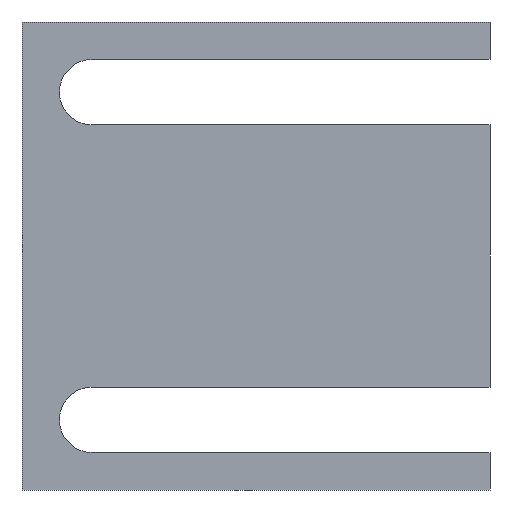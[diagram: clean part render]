
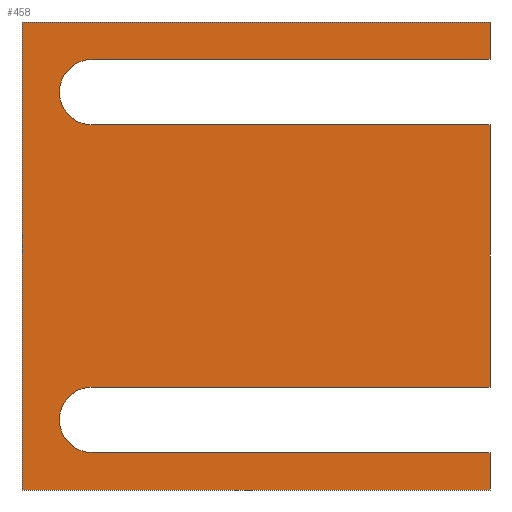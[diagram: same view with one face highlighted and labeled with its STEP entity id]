
A CAD part, left-side view. The second image highlights one B-rep face of the part: STEP entity #458.
In plain terms, the highlighted planar face has unit normal (-1, 0, 0).
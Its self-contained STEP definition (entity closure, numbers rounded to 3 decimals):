
#21 = CARTESIAN_POINT ( 'NONE',  ( 0., 0., 42. ) ) ;
#22 = CARTESIAN_POINT ( 'NONE',  ( 0., 85., 42. ) ) ;
#26 = CARTESIAN_POINT ( 'NONE',  ( 0., 85., 28. ) ) ;
#27 = CARTESIAN_POINT ( 'NONE',  ( 0., 0., 28. ) ) ;
#28 = CARTESIAN_POINT ( 'NONE',  ( 0., 0., -28. ) ) ;
#29 = CARTESIAN_POINT ( 'NONE',  ( 0., 85., -42. ) ) ;
#30 = CARTESIAN_POINT ( 'NONE',  ( 0., 0., -50. ) ) ;
#31 = CARTESIAN_POINT ( 'NONE',  ( 0., 100., 50. ) ) ;
#32 = VERTEX_POINT ( 'NONE', #57 ) ;
#33 = VERTEX_POINT ( 'NONE', #31 ) ;
#34 = VERTEX_POINT ( 'NONE', #55 ) ;
#35 = VERTEX_POINT ( 'NONE', #30 ) ;
#36 = VERTEX_POINT ( 'NONE', #59 ) ;
#37 = VERTEX_POINT ( 'NONE', #29 ) ;
#38 = VERTEX_POINT ( 'NONE', #56 ) ;
#39 = VERTEX_POINT ( 'NONE', #28 ) ;
#40 = VERTEX_POINT ( 'NONE', #27 ) ;
#41 = VERTEX_POINT ( 'NONE', #26 ) ;
#45 = VERTEX_POINT ( 'NONE', #22 ) ;
#46 = VERTEX_POINT ( 'NONE', #21 ) ;
#55 = CARTESIAN_POINT ( 'NONE',  ( 0., 100., -50. ) ) ;
#56 = CARTESIAN_POINT ( 'NONE',  ( 0., 85., -28. ) ) ;
#57 = CARTESIAN_POINT ( 'NONE',  ( 0., 0., 50. ) ) ;
#59 = CARTESIAN_POINT ( 'NONE',  ( 0., 0., -42. ) ) ;
#77 = CARTESIAN_POINT ( 'NONE',  ( 0., 85., 35. ) ) ;
#78 = DIRECTION ( 'NONE',  ( -1., 0., 0. ) ) ;
#79 = DIRECTION ( 'NONE',  ( 0., 0., 1. ) ) ;
#80 = CARTESIAN_POINT ( 'NONE',  ( 0., 85., -35. ) ) ;
#86 = CARTESIAN_POINT ( 'NONE',  ( 0., 0., 42. ) ) ;
#87 = DIRECTION ( 'NONE',  ( 0., 1., 0. ) ) ;
#93 = DIRECTION ( 'NONE',  ( -1., 0., 0. ) ) ;
#94 = DIRECTION ( 'NONE',  ( 0., 0., 1. ) ) ;
#95 = PLANE ( 'NONE',  #249 ) ;
#97 = CARTESIAN_POINT ( 'NONE',  ( 0., 0., 28. ) ) ;
#98 = DIRECTION ( 'NONE',  ( 0., -1., 0. ) ) ;
#101 = CARTESIAN_POINT ( 'NONE',  ( 0., 0., 0. ) ) ;
#102 = DIRECTION ( 'NONE',  ( 0., 0., -1. ) ) ;
#103 = CARTESIAN_POINT ( 'NONE',  ( 0., 0., -28. ) ) ;
#104 = DIRECTION ( 'NONE',  ( 0., 1., 0. ) ) ;
#109 = CARTESIAN_POINT ( 'NONE',  ( 0., 0., -42. ) ) ;
#110 = DIRECTION ( 'NONE',  ( 0., -1., 0. ) ) ;
#113 = CARTESIAN_POINT ( 'NONE',  ( 0., 0., 0. ) ) ;
#114 = DIRECTION ( 'NONE',  ( 0., 0., -1. ) ) ;
#117 = CARTESIAN_POINT ( 'NONE',  ( 0., 0., -50. ) ) ;
#118 = DIRECTION ( 'NONE',  ( 0., 1., 0. ) ) ;
#121 = CARTESIAN_POINT ( 'NONE',  ( 0., 100., 0. ) ) ;
#122 = DIRECTION ( 'NONE',  ( 0., 0., 1. ) ) ;
#123 = CARTESIAN_POINT ( 'NONE',  ( 0., 0., 50. ) ) ;
#124 = DIRECTION ( 'NONE',  ( 0., -1., 0. ) ) ;
#126 = CARTESIAN_POINT ( 'NONE',  ( 0., 0., 0. ) ) ;
#127 = DIRECTION ( 'NONE',  ( 0., 0., -1. ) ) ;
#136 = CARTESIAN_POINT ( 'NONE',  ( 0., 0., 0. ) ) ;
#141 = DIRECTION ( 'NONE',  ( 1., 0., 0. ) ) ;
#142 = DIRECTION ( 'NONE',  ( 0., 0., -1. ) ) ;
#204 = AXIS2_PLACEMENT_3D ( 'NONE', #77, #78, #79 ) ;
#219 = EDGE_CURVE ( 'NONE', #45, #41, #382, .T. ) ;
#223 = EDGE_CURVE ( 'NONE', #46, #45, #387, .T. ) ;
#226 = EDGE_CURVE ( 'NONE', #38, #37, #395, .T. ) ;
#228 = EDGE_CURVE ( 'NONE', #41, #40, #396, .T. ) ;
#230 = EDGE_CURVE ( 'NONE', #40, #39, #400, .T. ) ;
#231 = EDGE_CURVE ( 'NONE', #39, #38, #402, .T. ) ;
#234 = EDGE_CURVE ( 'NONE', #37, #36, #408, .T. ) ;
#236 = EDGE_CURVE ( 'NONE', #36, #35, #412, .T. ) ;
#238 = EDGE_CURVE ( 'NONE', #35, #34, #416, .T. ) ;
#240 = EDGE_CURVE ( 'NONE', #34, #33, #420, .T. ) ;
#241 = EDGE_CURVE ( 'NONE', #33, #32, #422, .T. ) ;
#242 = EDGE_CURVE ( 'NONE', #32, #46, #424, .T. ) ;
#244 = AXIS2_PLACEMENT_3D ( 'NONE', #80, #93, #94 ) ;
#249 = AXIS2_PLACEMENT_3D ( 'NONE', #136, #141, #142 ) ;
#275 = EDGE_LOOP ( 'NONE', ( #344, #345, #346, #347, #348, #349, #350, #351, #352, #353, #354, #355 ) ) ;
#344 = ORIENTED_EDGE ( 'NONE', *, *, #241, .F. ) ;
#345 = ORIENTED_EDGE ( 'NONE', *, *, #240, .F. ) ;
#346 = ORIENTED_EDGE ( 'NONE', *, *, #238, .F. ) ;
#347 = ORIENTED_EDGE ( 'NONE', *, *, #236, .F. ) ;
#348 = ORIENTED_EDGE ( 'NONE', *, *, #234, .F. ) ;
#349 = ORIENTED_EDGE ( 'NONE', *, *, #226, .F. ) ;
#350 = ORIENTED_EDGE ( 'NONE', *, *, #231, .F. ) ;
#351 = ORIENTED_EDGE ( 'NONE', *, *, #230, .F. ) ;
#352 = ORIENTED_EDGE ( 'NONE', *, *, #228, .F. ) ;
#353 = ORIENTED_EDGE ( 'NONE', *, *, #219, .F. ) ;
#354 = ORIENTED_EDGE ( 'NONE', *, *, #223, .F. ) ;
#355 = ORIENTED_EDGE ( 'NONE', *, *, #242, .F. ) ;
#382 = CIRCLE ( 'NONE', #204, 7. ) ;
#387 = LINE ( 'NONE', #86, #388 ) ;
#388 = VECTOR ( 'NONE', #87, 1000. ) ;
#395 = CIRCLE ( 'NONE', #244, 7. ) ;
#396 = LINE ( 'NONE', #97, #397 ) ;
#397 = VECTOR ( 'NONE', #98, 1000. ) ;
#400 = LINE ( 'NONE', #101, #401 ) ;
#401 = VECTOR ( 'NONE', #102, 1000. ) ;
#402 = LINE ( 'NONE', #103, #403 ) ;
#403 = VECTOR ( 'NONE', #104, 1000. ) ;
#408 = LINE ( 'NONE', #109, #409 ) ;
#409 = VECTOR ( 'NONE', #110, 1000. ) ;
#412 = LINE ( 'NONE', #113, #413 ) ;
#413 = VECTOR ( 'NONE', #114, 1000. ) ;
#416 = LINE ( 'NONE', #117, #417 ) ;
#417 = VECTOR ( 'NONE', #118, 1000. ) ;
#420 = LINE ( 'NONE', #121, #421 ) ;
#421 = VECTOR ( 'NONE', #122, 1000. ) ;
#422 = LINE ( 'NONE', #123, #423 ) ;
#423 = VECTOR ( 'NONE', #124, 1000. ) ;
#424 = LINE ( 'NONE', #126, #425 ) ;
#425 = VECTOR ( 'NONE', #127, 1000. ) ;
#431 = FACE_OUTER_BOUND ( 'NONE', #275, .T. ) ;
#458 = ADVANCED_FACE ( 'NONE', ( #431 ), #95, .F. ) ;
